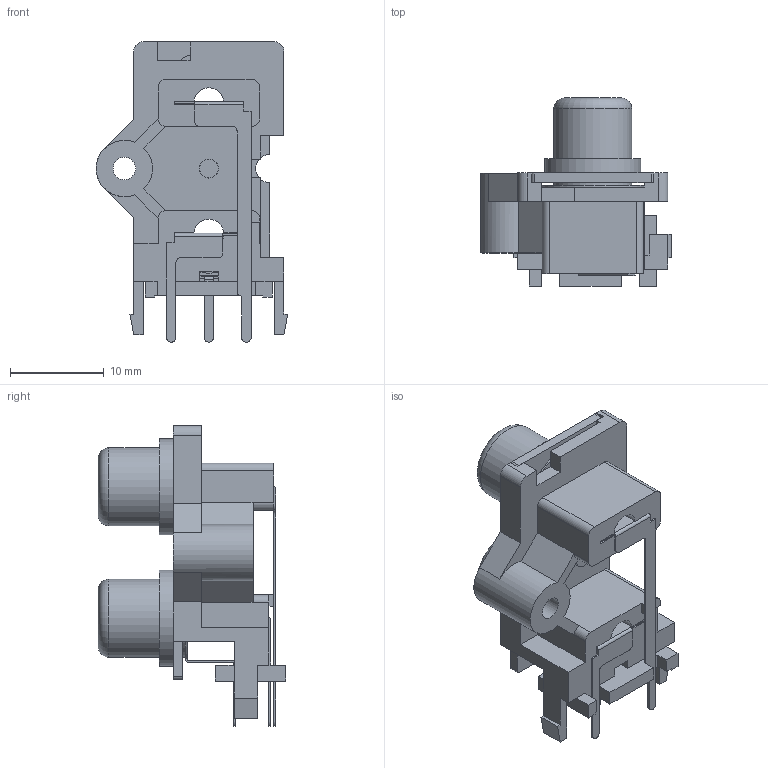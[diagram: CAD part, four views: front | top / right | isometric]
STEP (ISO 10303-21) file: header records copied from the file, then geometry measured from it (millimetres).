
FILE_DESCRIPTION(('STEP AP214'), '1');
FILE_NAME('RS-209 (DCI)-gold', '', ('UNSPECIFIED'), ('UNSPECIFIED'), 'ASCON STEP Converter 1.6', 'ASCON Math Kernel', '');
FILE_SCHEMA(('AUTOMOTIVE_DESIGN { 1 0 10303 214 3 1 1}'));
Length unit declared in the file: millimetre
Bounding box: 20.39 x 20 x 32 mm (x, y, z)
Volume: 2848 mm3; surface area: 5851.3 mm2
Topology: 9 solids, 9 shells, 278 faces, 727 edges, 465 vertices
Faces by surface type: plane 191, cylinder 78, torus 6, cone 3
Full cylindrical faces by diameter (mm): 2 x2, 2.02 x1, 2.4 x1, 3.2 x2, 6 x4, 7.4 x2, 7.9 x4, 8.3 x4, 10.2 x2
Entity records: 10659 total; most frequent: CARTESIAN_POINT 1440, DIRECTION 1421, ORIENTED_EDGE 1392, EDGE_CURVE 696, LINE 529, VECTOR 529, VERTEX_POINT 465, AXIS2_PLACEMENT_3D 446
